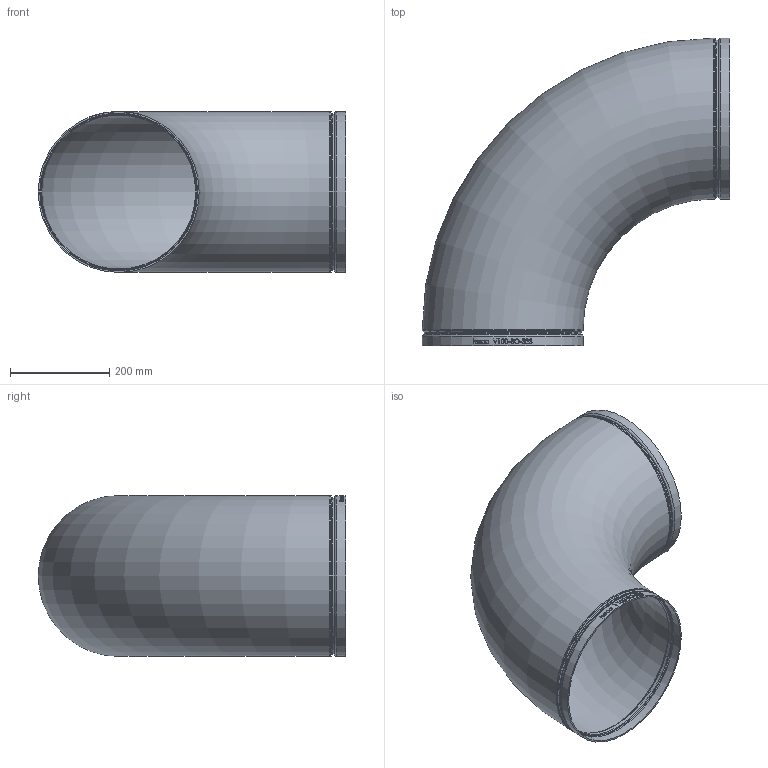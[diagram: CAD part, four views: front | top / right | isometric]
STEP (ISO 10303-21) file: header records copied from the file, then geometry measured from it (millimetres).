
FILE_DESCRIPTION (( 'STEP AP214' ), '1' );
FILE_NAME ('V100-BO-323-x Typ E490 DN300 1200 Ø323,9 1812.STEP', '2018-12-13T08:56:52', ( '' ), ( '' ), 'SwSTEP 2.0', 'SolidWorks 2016', '' );
FILE_SCHEMA (( 'AUTOMOTIVE_DESIGN' ));
Length unit declared in the file: inch
Products named in the file (1): V100-BO-323-x Typ E490 DN300 1200 Ø323,9 1812
Bounding box: 619.12 x 619.12 x 323.88 mm (x, y, z)
Volume: 2240485.5 mm3; surface area: 1497469.6 mm2
Topology: 1 solids, 1 shells, 219 faces, 559 edges, 366 vertices
Faces by surface type: bspline 114, plane 49, cylinder 34, torus 18, cone 4
Full cylindrical faces by diameter (mm): 309.982 x2, 315.976 x2, 317.856 x4, 323.85 x4
Entity records: 35481 total; most frequent: CARTESIAN_POINT 29043, ORIENTED_EDGE 1030, EDGE_CURVE 515, DIRECTION 460, B_SPLINE_CURVE_WITH_KNOTS 361, VERTEX_POINT 356, EDGE_LOOP 279, FACE_OUTER_BOUND 249
